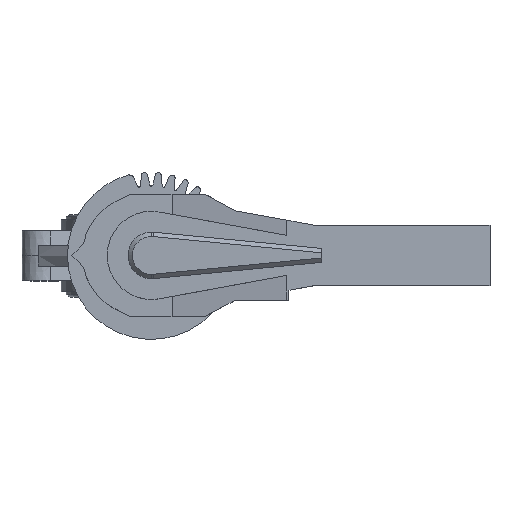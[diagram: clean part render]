
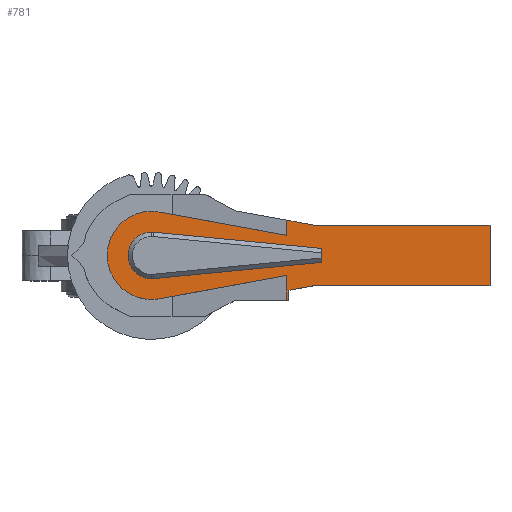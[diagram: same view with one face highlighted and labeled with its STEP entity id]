
A CAD part, top view. The second image highlights one B-rep face of the part: STEP entity #781.
In plain terms, the highlighted planar face has unit normal (0, 0, 1).
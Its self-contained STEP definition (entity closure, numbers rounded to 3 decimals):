
#781=ADVANCED_FACE('',(#2210,#2211),#2212,.T.);
#2210=FACE_OUTER_BOUND('',#4341,.T.);
#2211=FACE_BOUND('',#4342,.T.);
#2212=PLANE('',#4343);
#4341=EDGE_LOOP('',(#6502,#6503,#6504,#6505,#6506,#6507,#6508,#6509,#6510,#6511,#6512,#6513,#6514,#6515));
#4342=EDGE_LOOP('',(#6516,#6517,#6518,#6519,#6520,#6521));
#4343=AXIS2_PLACEMENT_3D('',#6522,#6523,#6524);
#6502=ORIENTED_EDGE('',*,*,#12900,.T.);
#6503=ORIENTED_EDGE('',*,*,#12901,.T.);
#6504=ORIENTED_EDGE('',*,*,#12902,.T.);
#6505=ORIENTED_EDGE('',*,*,#12903,.T.);
#6506=ORIENTED_EDGE('',*,*,#12904,.T.);
#6507=ORIENTED_EDGE('',*,*,#12905,.T.);
#6508=ORIENTED_EDGE('',*,*,#12906,.T.);
#6509=ORIENTED_EDGE('',*,*,#12907,.T.);
#6510=ORIENTED_EDGE('',*,*,#12908,.T.);
#6511=ORIENTED_EDGE('',*,*,#12872,.T.);
#6512=ORIENTED_EDGE('',*,*,#12868,.T.);
#6513=ORIENTED_EDGE('',*,*,#12909,.T.);
#6514=ORIENTED_EDGE('',*,*,#12910,.T.);
#6515=ORIENTED_EDGE('',*,*,#12911,.T.);
#6516=ORIENTED_EDGE('',*,*,#12912,.F.);
#6517=ORIENTED_EDGE('',*,*,#12913,.T.);
#6518=ORIENTED_EDGE('',*,*,#12914,.F.);
#6519=ORIENTED_EDGE('',*,*,#12915,.T.);
#6520=ORIENTED_EDGE('',*,*,#12857,.F.);
#6521=ORIENTED_EDGE('',*,*,#12862,.F.);
#6522=CARTESIAN_POINT('',(0.0,0.0,189.5));
#6523=DIRECTION('',(0.0,0.0,1.0));
#6524=DIRECTION('',(0.0,-1.0,0.0));
#12857=EDGE_CURVE('',#15384,#15386,#15387,.T.);
#12862=EDGE_CURVE('',#15392,#15384,#15395,.T.);
#12868=EDGE_CURVE('',#15398,#15403,#15405,.T.);
#12872=EDGE_CURVE('',#15408,#15398,#15411,.T.);
#12900=EDGE_CURVE('',#15459,#15460,#15461,.T.);
#12901=EDGE_CURVE('',#15460,#15462,#15463,.T.);
#12902=EDGE_CURVE('',#15462,#15464,#15465,.T.);
#12903=EDGE_CURVE('',#15464,#15466,#15467,.T.);
#12904=EDGE_CURVE('',#15466,#15468,#15469,.T.);
#12905=EDGE_CURVE('',#15468,#15470,#15471,.T.);
#12906=EDGE_CURVE('',#15470,#15472,#15473,.T.);
#12907=EDGE_CURVE('',#15472,#15474,#15475,.T.);
#12908=EDGE_CURVE('',#15474,#15408,#15476,.T.);
#12909=EDGE_CURVE('',#15403,#15477,#15478,.T.);
#12910=EDGE_CURVE('',#15477,#15479,#15480,.T.);
#12911=EDGE_CURVE('',#15479,#15459,#15481,.T.);
#12912=EDGE_CURVE('',#15482,#15392,#15483,.T.);
#12913=EDGE_CURVE('',#15482,#15484,#15485,.T.);
#12914=EDGE_CURVE('',#15486,#15484,#15487,.T.);
#12915=EDGE_CURVE('',#15486,#15386,#15488,.T.);
#15384=VERTEX_POINT('',#19113);
#15386=VERTEX_POINT('',#19116);
#15387=CIRCLE('',#19117,15.85);
#15392=VERTEX_POINT('',#19123);
#15395=CIRCLE('',#19127,15.85);
#15398=VERTEX_POINT('',#19130);
#15403=VERTEX_POINT('',#19136);
#15405=CIRCLE('',#19139,29.964);
#15408=VERTEX_POINT('',#19142);
#15411=CIRCLE('',#19146,29.964);
#15459=VERTEX_POINT('',#19216);
#15460=VERTEX_POINT('',#19217);
#15461=LINE('',#19218,#19219);
#15462=VERTEX_POINT('',#19220);
#15463=LINE('',#19221,#19222);
#15464=VERTEX_POINT('',#19223);
#15465=LINE('',#19224,#19225);
#15466=VERTEX_POINT('',#19226);
#15467=LINE('',#19227,#19228);
#15468=VERTEX_POINT('',#19229);
#15469=LINE('',#19230,#19231);
#15470=VERTEX_POINT('',#19232);
#15471=LINE('',#19233,#19234);
#15472=VERTEX_POINT('',#19235);
#15473=LINE('',#19236,#19237);
#15474=VERTEX_POINT('',#19238);
#15475=LINE('',#19239,#19240);
#15476=CIRCLE('',#19241,29.964);
#15477=VERTEX_POINT('',#19242);
#15478=LINE('',#19243,#19244);
#15479=VERTEX_POINT('',#19245);
#15480=LINE('',#19246,#19247);
#15481=LINE('',#19248,#19249);
#15482=VERTEX_POINT('',#19250);
#15483=CIRCLE('',#19251,15.85);
#15484=VERTEX_POINT('',#19252);
#15485=LINE('',#19253,#19254);
#15486=VERTEX_POINT('',#19255);
#15487=LINE('',#19256,#19257);
#15488=LINE('',#19258,#19259);
#19113=CARTESIAN_POINT('',(0.,-15.85,189.5));
#19116=CARTESIAN_POINT('',(1.521,-15.777,189.5));
#19117=AXIS2_PLACEMENT_3D('',#24591,#24592,#24593);
#19123=CARTESIAN_POINT('',(0.,15.85,189.5));
#19127=AXIS2_PLACEMENT_3D('',#24599,#24600,#24601);
#19130=CARTESIAN_POINT('',(0.,-29.964,189.5));
#19136=CARTESIAN_POINT('',(5.389,-29.475,189.5));
#19139=AXIS2_PLACEMENT_3D('',#24610,#24611,#24612);
#19142=CARTESIAN_POINT('',(0.,29.964,189.5));
#19146=AXIS2_PLACEMENT_3D('',#24617,#24618,#24619);
#19216=CARTESIAN_POINT('',(93.524,-30.5,189.5));
#19217=CARTESIAN_POINT('',(93.524,-23.655,189.5));
#19218=CARTESIAN_POINT('',(93.524,-30.5,189.5));
#19219=VECTOR('',#24642,6.845);
#19220=CARTESIAN_POINT('',(111.012,-20.457,189.5));
#19221=CARTESIAN_POINT('',(93.524,-23.655,189.5));
#19222=VECTOR('',#24643,17.778);
#19223=CARTESIAN_POINT('',(230.1,-20.457,189.5));
#19224=CARTESIAN_POINT('',(111.012,-20.457,189.5));
#19225=VECTOR('',#24644,119.088);
#19226=CARTESIAN_POINT('',(230.1,20.457,189.5));
#19227=CARTESIAN_POINT('',(230.1,-20.457,189.5));
#19228=VECTOR('',#24645,40.915);
#19229=CARTESIAN_POINT('',(111.012,20.457,189.5));
#19230=CARTESIAN_POINT('',(230.1,20.457,189.5));
#19231=VECTOR('',#24646,119.088);
#19232=CARTESIAN_POINT('',(92.062,23.922,189.5));
#19233=CARTESIAN_POINT('',(111.012,20.457,189.5));
#19234=VECTOR('',#24647,19.265);
#19235=CARTESIAN_POINT('',(92.062,13.629,189.5));
#19236=CARTESIAN_POINT('',(92.062,23.922,189.5));
#19237=VECTOR('',#24648,10.294);
#19238=CARTESIAN_POINT('',(5.389,29.475,189.5));
#19239=CARTESIAN_POINT('',(92.062,13.629,189.5));
#19240=VECTOR('',#24649,88.109);
#19241=AXIS2_PLACEMENT_3D('',#24650,#24651,#24652);
#19242=CARTESIAN_POINT('',(92.062,-13.629,189.5));
#19243=CARTESIAN_POINT('',(5.389,-29.475,189.5));
#19244=VECTOR('',#24653,88.109);
#19245=CARTESIAN_POINT('',(92.062,-30.5,189.5));
#19246=CARTESIAN_POINT('',(92.062,-13.629,189.5));
#19247=VECTOR('',#24654,16.871);
#19248=CARTESIAN_POINT('',(92.062,-30.5,189.5));
#19249=VECTOR('',#24655,1.462);
#19250=CARTESIAN_POINT('',(1.521,15.777,189.5));
#19251=AXIS2_PLACEMENT_3D('',#24656,#24657,#24658);
#19252=CARTESIAN_POINT('',(115.9,4.75,189.5));
#19253=CARTESIAN_POINT('',(1.521,15.777,189.5));
#19254=VECTOR('',#24659,114.909);
#19255=CARTESIAN_POINT('',(115.9,-4.75,189.5));
#19256=CARTESIAN_POINT('',(115.9,-2.375,189.5));
#19257=VECTOR('',#24660,1.0);
#19258=CARTESIAN_POINT('',(115.9,-4.75,189.5));
#19259=VECTOR('',#24661,114.909);
#24591=CARTESIAN_POINT('',(0.0,0.0,189.5));
#24592=DIRECTION('',(0.0,0.0,1.0));
#24593=DIRECTION('',(0.,-1.0,0.0));
#24599=CARTESIAN_POINT('',(0.0,0.0,189.5));
#24600=DIRECTION('',(0.0,0.0,1.0));
#24601=DIRECTION('',(0.,-1.0,0.0));
#24610=CARTESIAN_POINT('',(0.0,0.0,189.5));
#24611=DIRECTION('',(0.0,0.0,1.0));
#24612=DIRECTION('',(0.,-1.0,0.0));
#24617=CARTESIAN_POINT('',(0.0,0.0,189.5));
#24618=DIRECTION('',(0.0,-0.0,1.0));
#24619=DIRECTION('',(0.,1.0,0.0));
#24642=DIRECTION('',(0.0,1.0,0.0));
#24643=DIRECTION('',(0.984,0.18,0.0));
#24644=DIRECTION('',(1.0,0.0,0.0));
#24645=DIRECTION('',(0.0,1.0,0.0));
#24646=DIRECTION('',(-1.0,0.,0.0));
#24647=DIRECTION('',(-0.984,0.18,0.0));
#24648=DIRECTION('',(0.,-1.0,0.0));
#24649=DIRECTION('',(-0.984,0.18,0.0));
#24650=CARTESIAN_POINT('',(0.0,0.0,189.5));
#24651=DIRECTION('',(0.0,-0.0,1.0));
#24652=DIRECTION('',(0.18,0.984,0.0));
#24653=DIRECTION('',(0.984,0.18,0.0));
#24654=DIRECTION('',(0.,-1.0,0.0));
#24655=DIRECTION('',(1.0,0.0,0.0));
#24656=CARTESIAN_POINT('',(0.0,0.0,189.5));
#24657=DIRECTION('',(0.0,0.0,1.0));
#24658=DIRECTION('',(0.,-1.0,0.0));
#24659=DIRECTION('',(0.995,-0.096,0.0));
#24660=DIRECTION('',(0.0,1.0,0.0));
#24661=DIRECTION('',(-0.995,-0.096,0.0));
